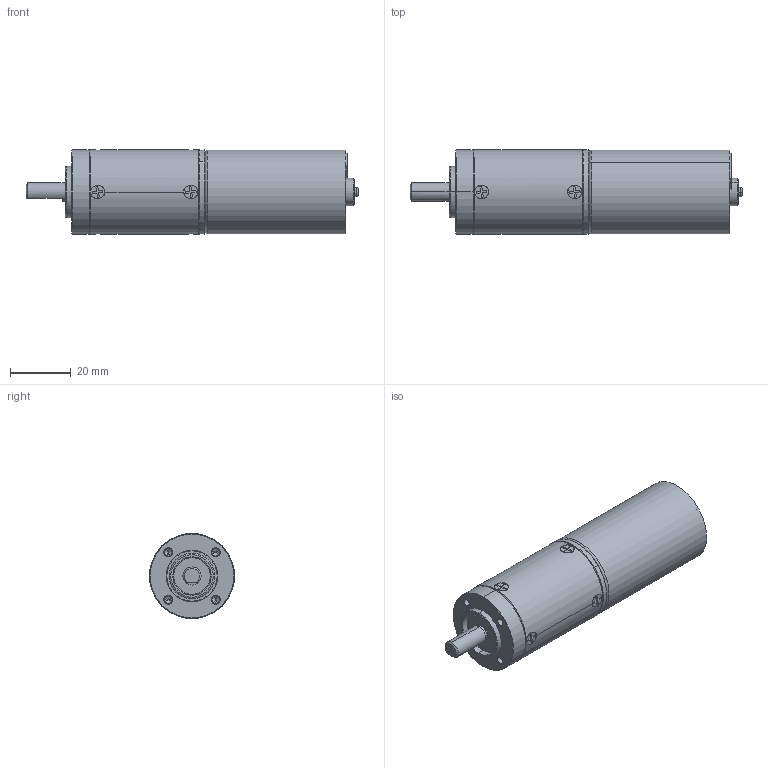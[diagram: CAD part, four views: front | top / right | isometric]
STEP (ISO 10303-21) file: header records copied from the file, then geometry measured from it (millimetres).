
FILE_DESCRIPTION((''),'2;1');
FILE_NAME('28RP-000-000_ASM','2024-07-15T',('86157'),(''),'PRO/ENGINEER BY PARAMETRIC TECHNOLOGY CORPORATION, 2010280','PRO/ENGINEER BY PARAMETRIC TECHNOLOGY CORPORATION, 2010280','');
FILE_SCHEMA(('CONFIG_CONTROL_DESIGN'));
Length unit declared in the file: millimetre
Products named in the file (21): 28RP-001; 696ZZ; 28RP-000-01_ASM; 28RP-008-DIAN; 28RP-004-ZHOU; 36RP-005; 28RP-000-2-ZHOU_ASM; 28RP-002-3B; 28RP-000-3_ASM; DM028P430001; 2847__; 2847____; PRT0001; PRT0002; PRT0003; BL2847-3D_ASM; _DM-BL2847; DM-BL2847_ASM; 28RP-000-5_ASM; DM028P350002; 28RP-000-000_ASM
Assembly tree (32 placements, depth 5):
  28RP-000-000_ASM
    28RP-000-3_ASM
      28RP-000-01_ASM
        28RP-001
        696ZZ  x2
      28RP-008-DIAN  x2
      28RP-000-2-ZHOU_ASM
        28RP-004-ZHOU
        36RP-005  x3
      28RP-002-3B
    28RP-000-5_ASM
      DM028P430001
      DM-BL2847_ASM
        BL2847-3D_ASM
          2847__
          2847____
          PRT0001
          PRT0002  x2
          PRT0003
        _DM-BL2847
    DM028P350002  x8
Bounding box: 109.4 x 28 x 28 mm (x, y, z)
Volume: 20875 mm3; surface area: 30087.2 mm2
Topology: 25 solids, 38 shells, 1145 faces, 2890 edges, 1821 vertices
Faces by surface type: cylinder 587, plane 193, cone 177, extrusion 92, torus 90, bspline 6
Entity records: 32662 total; most frequent: CARTESIAN_POINT 11555, ORIENTED_EDGE 4468, DIRECTION 4000, EDGE_CURVE 2264, AXIS2_PLACEMENT_3D 1549, VERTEX_POINT 1457, EDGE_LOOP 964, VECTOR 902
